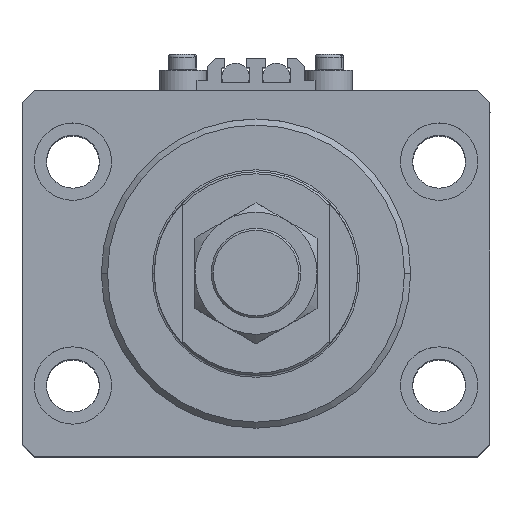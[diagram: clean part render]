
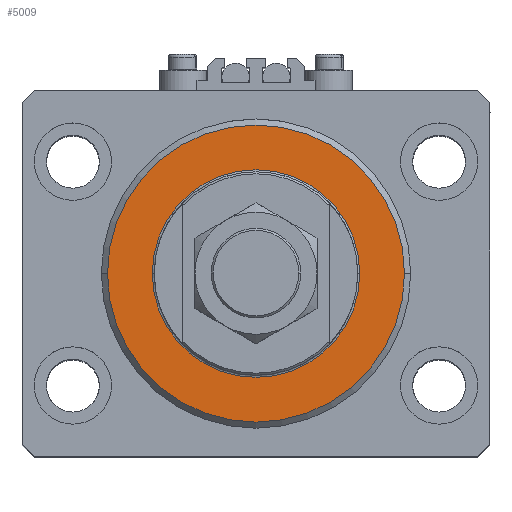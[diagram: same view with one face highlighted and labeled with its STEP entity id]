
A CAD part, top view. The second image highlights one B-rep face of the part: STEP entity #5009.
In plain terms, the highlighted face is planar.
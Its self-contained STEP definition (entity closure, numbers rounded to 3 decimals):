
#431 = ORIENTED_EDGE ( 'NONE', *, *, #9341, .T. ) ;
#864 = CARTESIAN_POINT ( 'NONE',  ( 0., 0., 0. ) ) ;
#1288 = EDGE_LOOP ( 'NONE', ( #8767, #22071 ) ) ;
#1778 = DIRECTION ( 'NONE',  ( 0., 0., 1. ) ) ;
#2166 = VERTEX_POINT ( 'NONE', #16354 ) ;
#2414 = EDGE_CURVE ( 'NONE', #34726, #2166, #23934, .T. ) ;
#4822 = CIRCLE ( 'NONE', #11521, 25.5 ) ;
#5009 = ADVANCED_FACE ( 'NONE', ( #38625, #23462 ), #42551, .F. ) ;
#7530 = DIRECTION ( 'NONE',  ( 0., 0., 1. ) ) ;
#7830 = EDGE_LOOP ( 'NONE', ( #44054, #431 ) ) ;
#8767 = ORIENTED_EDGE ( 'NONE', *, *, #2414, .T. ) ;
#8771 = VERTEX_POINT ( 'NONE', #37241 ) ;
#9341 = EDGE_CURVE ( 'NONE', #34532, #8771, #4822, .T. ) ;
#9883 = CARTESIAN_POINT ( 'NONE',  ( 0., 0., 0. ) ) ;
#10467 = CARTESIAN_POINT ( 'NONE',  ( -25.5, 0., 0. ) ) ;
#11204 = DIRECTION ( 'NONE',  ( 1., 0., 0. ) ) ;
#11521 = AXIS2_PLACEMENT_3D ( 'NONE', #9883, #1778, #41764 ) ;
#12773 = CARTESIAN_POINT ( 'NONE',  ( 36.5, 0., 0. ) ) ;
#12887 = DIRECTION ( 'NONE',  ( 0., 0., -1. ) ) ;
#16354 = CARTESIAN_POINT ( 'NONE',  ( -36.5, 0., 0. ) ) ;
#18166 = AXIS2_PLACEMENT_3D ( 'NONE', #22941, #7530, #38881 ) ;
#19814 = CARTESIAN_POINT ( 'NONE',  ( 0., 0., 0. ) ) ;
#21197 = CIRCLE ( 'NONE', #22851, 25.5 ) ;
#21861 = CARTESIAN_POINT ( 'NONE',  ( 0., 0., 0. ) ) ;
#22071 = ORIENTED_EDGE ( 'NONE', *, *, #41837, .T. ) ;
#22851 = AXIS2_PLACEMENT_3D ( 'NONE', #21861, #42491, #37805 ) ;
#22941 = CARTESIAN_POINT ( 'NONE',  ( 0., 0., 0. ) ) ;
#23462 = FACE_OUTER_BOUND ( 'NONE', #1288, .T. ) ;
#23934 = CIRCLE ( 'NONE', #24747, 36.5 ) ;
#24146 = DIRECTION ( 'NONE',  ( 1., 0., 0. ) ) ;
#24747 = AXIS2_PLACEMENT_3D ( 'NONE', #864, #12887, #24146 ) ;
#34532 = VERTEX_POINT ( 'NONE', #10467 ) ;
#34726 = VERTEX_POINT ( 'NONE', #12773 ) ;
#36106 = EDGE_CURVE ( 'NONE', #8771, #34532, #21197, .T. ) ;
#37241 = CARTESIAN_POINT ( 'NONE',  ( 25.5, 0., 0. ) ) ;
#37805 = DIRECTION ( 'NONE',  ( 1., 0., 0. ) ) ;
#38625 = FACE_BOUND ( 'NONE', #7830, .T. ) ;
#38881 = DIRECTION ( 'NONE',  ( 1., 0., 0. ) ) ;
#41764 = DIRECTION ( 'NONE',  ( 1., 0., 0. ) ) ;
#41837 = EDGE_CURVE ( 'NONE', #2166, #34726, #50485, .T. ) ;
#42491 = DIRECTION ( 'NONE',  ( 0., 0., 1. ) ) ;
#42551 = PLANE ( 'NONE',  #18166 ) ;
#44054 = ORIENTED_EDGE ( 'NONE', *, *, #36106, .T. ) ;
#45482 = AXIS2_PLACEMENT_3D ( 'NONE', #19814, #47015, #11204 ) ;
#47015 = DIRECTION ( 'NONE',  ( 0., 0., -1. ) ) ;
#50485 = CIRCLE ( 'NONE', #45482, 36.5 ) ;
